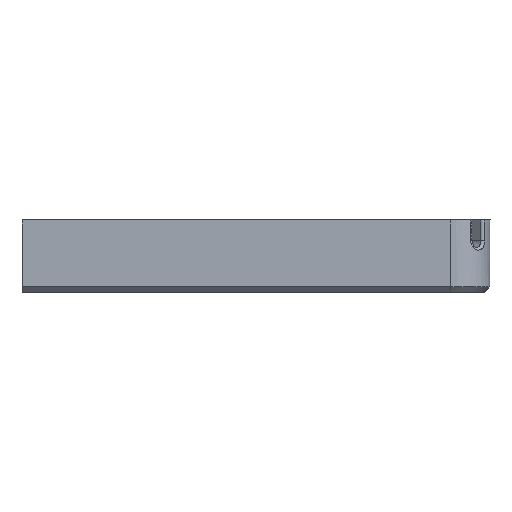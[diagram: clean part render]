
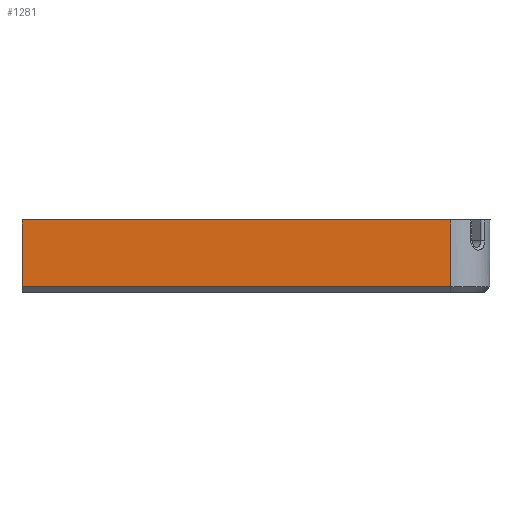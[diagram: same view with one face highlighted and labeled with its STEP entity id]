
A CAD part, front view. The second image highlights one B-rep face of the part: STEP entity #1281.
In plain terms, the highlighted planar face has unit normal (0, -1, 0).
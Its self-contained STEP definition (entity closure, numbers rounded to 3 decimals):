
#74=PLANE('',#1410);
#139=FACE_OUTER_BOUND('',#217,.T.);
#217=EDGE_LOOP('',(#1056,#1057,#1058,#1059));
#303=LINE('',#2193,#419);
#322=LINE('',#2251,#438);
#338=LINE('',#2330,#454);
#339=LINE('',#2332,#455);
#419=VECTOR('',#1622,10.);
#438=VECTOR('',#1671,10.);
#454=VECTOR('',#1709,10.);
#455=VECTOR('',#1712,10.);
#561=VERTEX_POINT('',#2082);
#600=VERTEX_POINT('',#2192);
#615=VERTEX_POINT('',#2250);
#629=VERTEX_POINT('',#2328);
#744=EDGE_CURVE('',#600,#561,#303,.T.);
#770=EDGE_CURVE('',#600,#615,#322,.T.);
#793=EDGE_CURVE('',#629,#561,#338,.T.);
#794=EDGE_CURVE('',#615,#629,#339,.T.);
#1056=ORIENTED_EDGE('',*,*,#744,.T.);
#1057=ORIENTED_EDGE('',*,*,#793,.F.);
#1058=ORIENTED_EDGE('',*,*,#794,.F.);
#1059=ORIENTED_EDGE('',*,*,#770,.F.);
#1281=ADVANCED_FACE('',(#139),#74,.T.);
#1410=AXIS2_PLACEMENT_3D('',#2331,#1710,#1711);
#1622=DIRECTION('',(1.,0.,0.));
#1671=DIRECTION('',(0.,0.,1.));
#1709=DIRECTION('',(0.,0.,-1.));
#1710=DIRECTION('center_axis',(0.,-1.,0.));
#1711=DIRECTION('ref_axis',(-1.,0.,0.));
#1712=DIRECTION('',(1.,0.,0.));
#2082=CARTESIAN_POINT('',(563.5,-447.524,-20.171));
#2192=CARTESIAN_POINT('',(400.,-447.524,-20.171));
#2193=CARTESIAN_POINT('',(383.75,-447.524,-20.171));
#2250=CARTESIAN_POINT('',(400.,-447.524,5.329));
#2251=CARTESIAN_POINT('',(400.,-447.524,-14.299));
#2328=CARTESIAN_POINT('',(563.5,-447.524,5.329));
#2330=CARTESIAN_POINT('',(563.5,-447.524,5.329));
#2331=CARTESIAN_POINT('Origin',(563.5,-447.524,5.329));
#2332=CARTESIAN_POINT('',(275.,-447.524,5.329));
